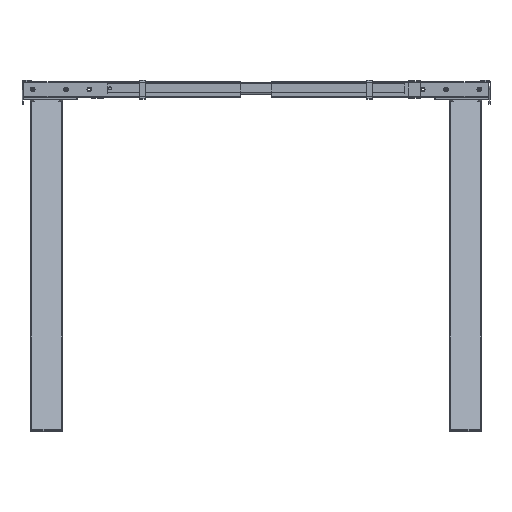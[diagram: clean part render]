
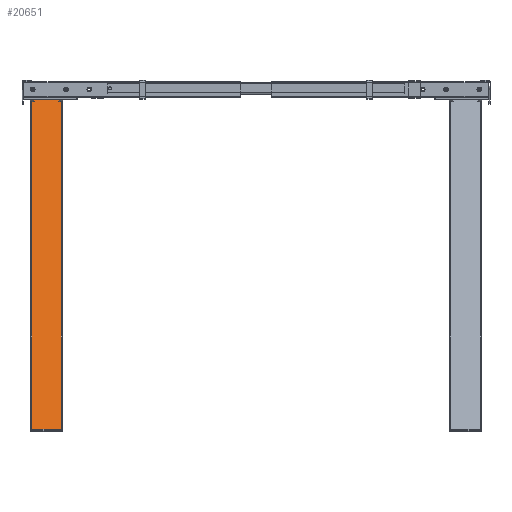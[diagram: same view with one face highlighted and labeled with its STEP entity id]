
A CAD part, top view. The second image highlights one B-rep face of the part: STEP entity #20651.
In plain terms, the highlighted planar face has unit normal (0, 0.276, 0.961).
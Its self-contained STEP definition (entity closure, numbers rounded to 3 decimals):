
#1375 = EDGE_LOOP ( 'NONE', ( #6809, #22811, #27620, #9230 ) ) ;
#2545 = CARTESIAN_POINT ( 'NONE',  ( -499., 850.331, 147. ) ) ;
#2662 = LINE ( 'NONE', #21384, #10405 ) ;
#3152 = VECTOR ( 'NONE', #11283, 1000. ) ;
#3180 = LINE ( 'NONE', #23204, #12991 ) ;
#4162 = EDGE_CURVE ( 'NONE', #23590, #13207, #3180, .T. ) ;
#4360 = EDGE_CURVE ( 'NONE', #9749, #13207, #9483, .T. ) ;
#6809 = ORIENTED_EDGE ( 'NONE', *, *, #4360, .F. ) ;
#7780 = DIRECTION ( 'NONE',  ( 0., -0.276, -0.961 ) ) ;
#8481 = VERTEX_POINT ( 'NONE', #26879 ) ;
#8836 = CARTESIAN_POINT ( 'NONE',  ( -499., 858.6, 144.629 ) ) ;
#9230 = ORIENTED_EDGE ( 'NONE', *, *, #4162, .T. ) ;
#9483 = LINE ( 'NONE', #8836, #3152 ) ;
#9749 = VERTEX_POINT ( 'NONE', #2545 ) ;
#10065 = DIRECTION ( 'NONE',  ( 0., -0.961, 0.276 ) ) ;
#10405 = VECTOR ( 'NONE', #10065, 1000. ) ;
#10990 = DIRECTION ( 'NONE',  ( 1., 0., 0. ) ) ;
#11283 = DIRECTION ( 'NONE',  ( 0., -0.961, 0.276 ) ) ;
#12991 = VECTOR ( 'NONE', #16321, 1000. ) ;
#13084 = CARTESIAN_POINT ( 'NONE',  ( -575., 5., 389.395 ) ) ;
#13207 = VERTEX_POINT ( 'NONE', #26898 ) ;
#16321 = DIRECTION ( 'NONE',  ( 1., 0., 0. ) ) ;
#17877 = CARTESIAN_POINT ( 'NONE',  ( -577., 850.331, 147. ) ) ;
#20651 = ADVANCED_FACE ( 'NONE', ( #24865 ), #27715, .F. ) ;
#21384 = CARTESIAN_POINT ( 'NONE',  ( -575., 858.6, 144.629 ) ) ;
#22220 = AXIS2_PLACEMENT_3D ( 'NONE', #28008, #7780, #25665 ) ;
#22811 = ORIENTED_EDGE ( 'NONE', *, *, #24330, .F. ) ;
#23204 = CARTESIAN_POINT ( 'NONE',  ( -499., 5., 389.395 ) ) ;
#23590 = VERTEX_POINT ( 'NONE', #13084 ) ;
#24330 = EDGE_CURVE ( 'NONE', #8481, #9749, #28131, .T. ) ;
#24865 = FACE_OUTER_BOUND ( 'NONE', #1375, .T. ) ;
#25665 = DIRECTION ( 'NONE',  ( -1., 0., 0. ) ) ;
#26739 = EDGE_CURVE ( 'NONE', #8481, #23590, #2662, .T. ) ;
#26746 = VECTOR ( 'NONE', #10990, 1000. ) ;
#26879 = CARTESIAN_POINT ( 'NONE',  ( -575., 850.331, 147. ) ) ;
#26898 = CARTESIAN_POINT ( 'NONE',  ( -499., 5., 389.395 ) ) ;
#27620 = ORIENTED_EDGE ( 'NONE', *, *, #26739, .T. ) ;
#27715 = PLANE ( 'NONE',  #22220 ) ;
#28008 = CARTESIAN_POINT ( 'NONE',  ( -499., 858.6, 144.629 ) ) ;
#28131 = LINE ( 'NONE', #17877, #26746 ) ;
